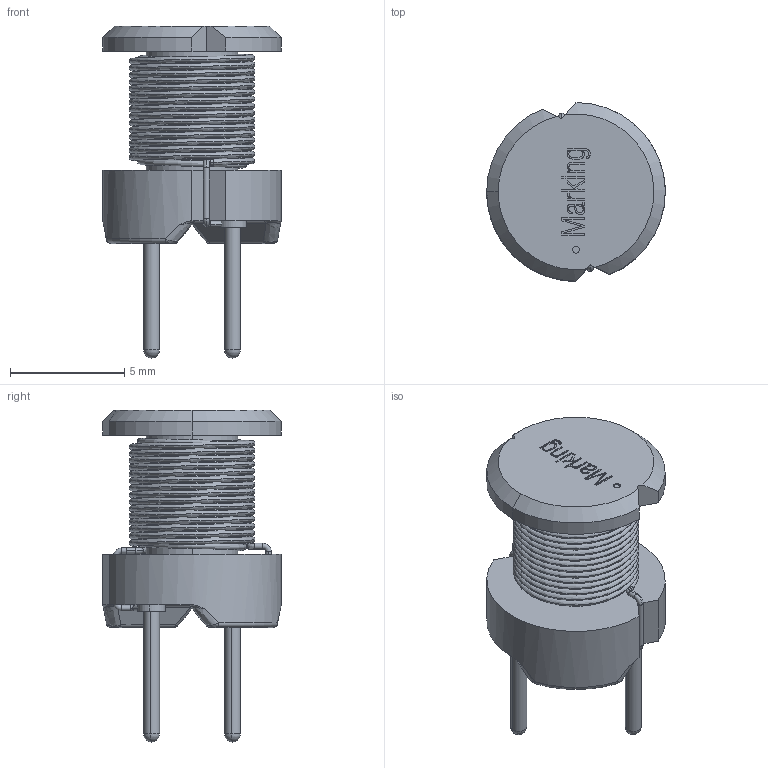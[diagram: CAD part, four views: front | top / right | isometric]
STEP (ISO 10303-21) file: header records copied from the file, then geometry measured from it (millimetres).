
FILE_DESCRIPTION (( 'STEP AP214' ), '1' );
FILE_NAME ('744772330.STEP', '2022-07-18T11:44:44', ( '' ), ( '' ), 'SwSTEP 2.0', 'SolidWorks 2018', '' );
FILE_SCHEMA (( 'AUTOMOTIVE_DESIGN' ));
Length unit declared in the file: millimetre
Products named in the file (1): 744772330
Bounding box: 7.8 x 7.8 x 14.5 mm (x, y, z)
Volume: 256.7 mm3; surface area: 749 mm2
Topology: 6 solids, 6 shells, 220 faces, 539 edges, 346 vertices
Faces by surface type: plane 104, cylinder 52, bspline 35, torus 22, sphere 4, cone 3
Entity records: 17877 total; most frequent: CARTESIAN_POINT 10653, ORIENTED_EDGE 1066, DIRECTION 851, EDGE_CURVE 533, AXIS2_PLACEMENT_3D 349, VERTEX_POINT 344, EDGE_LOOP 239, UNCERTAINTY_MEASURE_WITH_UNIT 228
